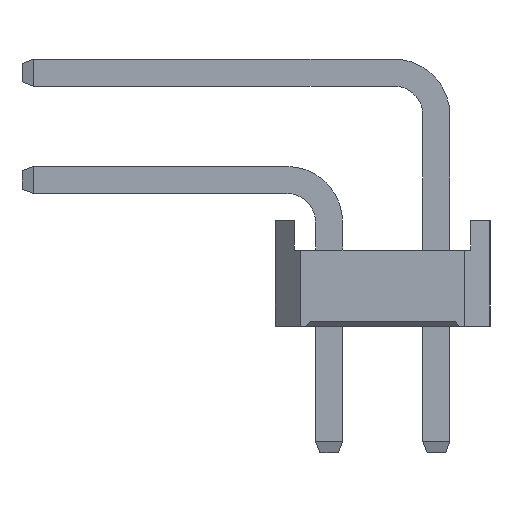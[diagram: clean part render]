
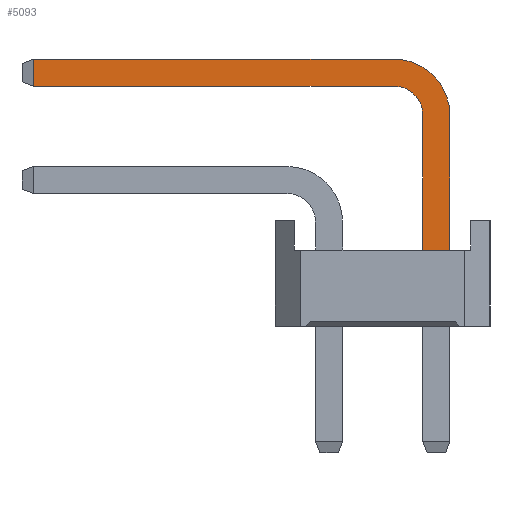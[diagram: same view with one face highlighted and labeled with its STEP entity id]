
A CAD part, left-side view. The second image highlights one B-rep face of the part: STEP entity #5093.
In plain terms, the highlighted planar face has unit normal (-1, 0, 0).
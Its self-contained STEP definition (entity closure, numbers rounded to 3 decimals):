
#5093=ADVANCED_FACE('',(#16477),#16479,.T.);
#16477=FACE_BOUND('',#16478,.T.);
#16478=EDGE_LOOP('',(#25461,#25462,#25463,#25464,#25465,#25466,#25467,#25468));
#16479=PLANE('',#16480);
#16480=AXIS2_PLACEMENT_3D('',#16481,#16482,#16483);
#16481=CARTESIAN_POINT('',(-0.32,-2.22,-3.));
#16482=DIRECTION('',(-1.,0.,0.));
#16483=DIRECTION('',(0.,-1.,0.));
#25461=ORIENTED_EDGE('',*,*,#30954,.F.);
#25462=ORIENTED_EDGE('',*,*,#30955,.F.);
#25463=ORIENTED_EDGE('',*,*,#30956,.F.);
#25464=ORIENTED_EDGE('',*,*,#30957,.F.);
#25465=ORIENTED_EDGE('',*,*,#29511,.T.);
#25466=ORIENTED_EDGE('',*,*,#30953,.T.);
#25467=ORIENTED_EDGE('',*,*,#30958,.T.);
#25468=ORIENTED_EDGE('',*,*,#30959,.T.);
#29511=EDGE_CURVE('',#33542,#33540,#33543,.T.);
#30953=EDGE_CURVE('',#33540,#35818,#35820,.T.);
#30954=EDGE_CURVE('',#35821,#35822,#35823,.T.);
#30955=EDGE_CURVE('',#35824,#35821,#35825,.T.);
#30956=EDGE_CURVE('',#35826,#35824,#35827,.T.);
#30957=EDGE_CURVE('',#33542,#35826,#35828,.T.);
#30958=EDGE_CURVE('',#35818,#35829,#35830,.T.);
#30959=EDGE_CURVE('',#35829,#35822,#35831,.T.);
#33540=VERTEX_POINT('',#40350);
#33542=VERTEX_POINT('',#40354);
#33543=LINE('',#40355,#40356);
#35818=VERTEX_POINT('',#45606);
#35820=LINE('',#45610,#45611);
#35821=VERTEX_POINT('',#45613);
#35822=VERTEX_POINT('',#45614);
#35823=LINE('',#45615,#45616);
#35824=VERTEX_POINT('',#45618);
#35825=LINE('',#45619,#45620);
#35826=VERTEX_POINT('',#45622);
#35827=CIRCLE('',#45623,0.68);
#35828=LINE('',#45627,#45628);
#35829=VERTEX_POINT('',#45630);
#35830=CIRCLE('',#45631,1.32);
#35831=LINE('',#45635,#45636);
#40350=CARTESIAN_POINT('',(-0.32,-2.86,1.8));
#40354=CARTESIAN_POINT('',(-0.32,-2.22,1.8));
#40355=CARTESIAN_POINT('',(-0.32,-2.22,1.8));
#40356=VECTOR('',#40357,1.);
#40357=DIRECTION('',(0.,-1.,0.));
#45606=CARTESIAN_POINT('',(-0.32,-2.86,5.));
#45610=CARTESIAN_POINT('',(-0.32,-2.86,1.8));
#45611=VECTOR('',#45612,1.);
#45612=DIRECTION('',(0.,0.,1.));
#45613=CARTESIAN_POINT('',(-0.32,6.995,5.68));
#45614=CARTESIAN_POINT('',(-0.32,6.995,6.32));
#45615=CARTESIAN_POINT('',(-0.32,6.995,5.68));
#45616=VECTOR('',#45617,1.);
#45617=DIRECTION('',(0.,0.,1.));
#45618=CARTESIAN_POINT('',(-0.32,-1.54,5.68));
#45619=CARTESIAN_POINT('',(-0.32,-1.54,5.68));
#45620=VECTOR('',#45621,1.);
#45621=DIRECTION('',(0.,1.,0.));
#45622=CARTESIAN_POINT('',(-0.32,-2.22,5.));
#45623=AXIS2_PLACEMENT_3D('',#45624,#45625,#45626);
#45624=CARTESIAN_POINT('',(-0.32,-1.54,5.));
#45625=DIRECTION('',(-1.,-0.,0.));
#45626=DIRECTION('',(0.,-1.,0.));
#45627=CARTESIAN_POINT('',(-0.32,-2.22,1.8));
#45628=VECTOR('',#45629,1.);
#45629=DIRECTION('',(0.,0.,1.));
#45630=CARTESIAN_POINT('',(-0.32,-1.54,6.32));
#45631=AXIS2_PLACEMENT_3D('',#45632,#45633,#45634);
#45632=CARTESIAN_POINT('',(-0.32,-1.54,5.));
#45633=DIRECTION('',(-1.,-0.,0.));
#45634=DIRECTION('',(0.,-1.,0.));
#45635=CARTESIAN_POINT('',(-0.32,-1.54,6.32));
#45636=VECTOR('',#45637,1.);
#45637=DIRECTION('',(0.,1.,0.));
